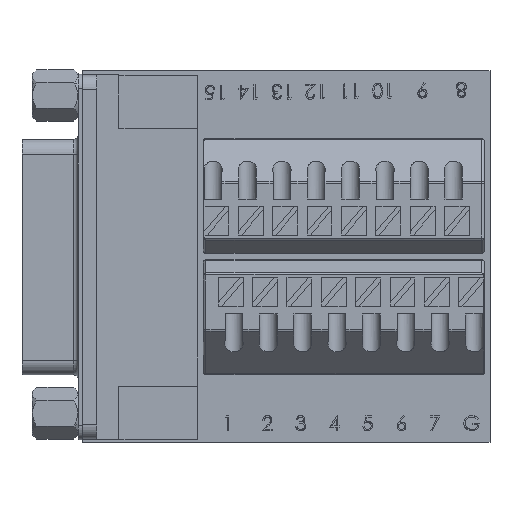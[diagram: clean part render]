
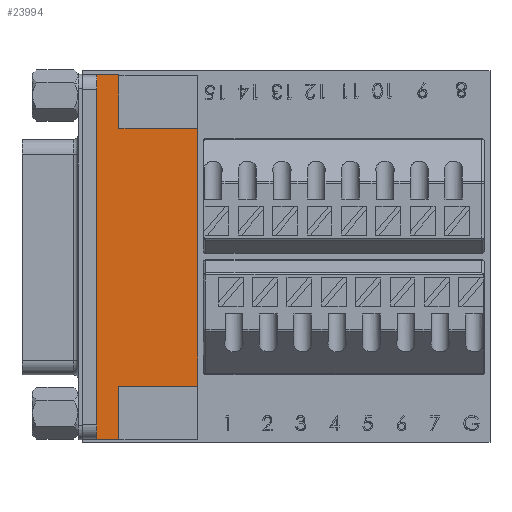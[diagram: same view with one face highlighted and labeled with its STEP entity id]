
A CAD part, top view. The second image highlights one B-rep face of the part: STEP entity #23994.
In plain terms, the highlighted face is planar.
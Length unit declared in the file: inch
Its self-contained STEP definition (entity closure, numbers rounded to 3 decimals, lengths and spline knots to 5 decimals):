
#769 = CARTESIAN_POINT ( 'NONE',  ( 0.40179, 0.14161, 0.533 ) ) ;
#770 = LINE ( 'NONE', #769, #881 ) ;
#805 = CARTESIAN_POINT ( 'NONE',  ( 0.40179, 0.14161, -0.533 ) ) ;
#856 = DIRECTION ( 'NONE',  ( -1., 0., 0. ) ) ;
#857 = VECTOR ( 'NONE', #856, 39.37008 ) ;
#858 = CARTESIAN_POINT ( 'NONE',  ( 0.40179, 0.14161, -0.533 ) ) ;
#860 = LINE ( 'NONE', #858, #857 ) ;
#880 = DIRECTION ( 'NONE',  ( 0., 0., 1. ) ) ;
#881 = VECTOR ( 'NONE', #880, 39.37008 ) ;
#1096 = DIRECTION ( 'NONE',  ( -1., 0., 0. ) ) ;
#1097 = VECTOR ( 'NONE', #1096, 39.37008 ) ;
#1098 = CARTESIAN_POINT ( 'NONE',  ( 0.40179, 0.14161, 0.533 ) ) ;
#1099 = LINE ( 'NONE', #1098, #1097 ) ;
#1110 = LINE ( 'NONE', #1147, #1146 ) ;
#1138 = CARTESIAN_POINT ( 'NONE',  ( 0.40179, 0.14161, 0.533 ) ) ;
#1145 = DIRECTION ( 'NONE',  ( -1., 0., 0. ) ) ;
#1146 = VECTOR ( 'NONE', #1145, 39.37008 ) ;
#1147 = CARTESIAN_POINT ( 'NONE',  ( -0.01579, 0.14161, 0.753 ) ) ;
#1199 = DIRECTION ( 'NONE',  ( 0., 0., -1. ) ) ;
#1200 = VECTOR ( 'NONE', #1199, 39.37008 ) ;
#1201 = CARTESIAN_POINT ( 'NONE',  ( -0.01579, 0.14161, 0.753 ) ) ;
#1203 = LINE ( 'NONE', #1201, #1200 ) ;
#23994 = ADVANCED_FACE ( 'NONE', ( #36588 ), #36585, .F. ) ;
#23997 = ORIENTED_EDGE ( 'NONE', *, *, #33298, .F. ) ;
#23999 = EDGE_CURVE ( 'NONE', #24092, #24038, #36587, .T. ) ;
#24000 = VERTEX_POINT ( 'NONE', #36493 ) ;
#24002 = ORIENTED_EDGE ( 'NONE', *, *, #24118, .T. ) ;
#24038 = VERTEX_POINT ( 'NONE', #36867 ) ;
#24051 = EDGE_LOOP ( 'NONE', ( #33352, #33359, #33309, #24002, #33300, #23997, #33308, #33301 ) ) ;
#24052 = VERTEX_POINT ( 'NONE', #37146 ) ;
#24063 = VERTEX_POINT ( 'NONE', #37181 ) ;
#24073 = VERTEX_POINT ( 'NONE', #37172 ) ;
#24092 = VERTEX_POINT ( 'NONE', #37230 ) ;
#24097 = EDGE_CURVE ( 'NONE', #24038, #24000, #37256, .T. ) ;
#24118 = EDGE_CURVE ( 'NONE', #24063, #24073, #37309, .T. ) ;
#33297 = VERTEX_POINT ( 'NONE', #805 ) ;
#33298 = EDGE_CURVE ( 'NONE', #33297, #33332, #770, .T. ) ;
#33300 = ORIENTED_EDGE ( 'NONE', *, *, #33320, .F. ) ;
#33301 = ORIENTED_EDGE ( 'NONE', *, *, #23999, .T. ) ;
#33303 = EDGE_CURVE ( 'NONE', #33297, #24092, #860, .T. ) ;
#33308 = ORIENTED_EDGE ( 'NONE', *, *, #33303, .T. ) ;
#33309 = ORIENTED_EDGE ( 'NONE', *, *, #33329, .F. ) ;
#33320 = EDGE_CURVE ( 'NONE', #33332, #24073, #1099, .T. ) ;
#33329 = EDGE_CURVE ( 'NONE', #24063, #24052, #1110, .T. ) ;
#33332 = VERTEX_POINT ( 'NONE', #1138 ) ;
#33352 = ORIENTED_EDGE ( 'NONE', *, *, #24097, .T. ) ;
#33354 = EDGE_CURVE ( 'NONE', #24052, #24000, #1203, .T. ) ;
#33359 = ORIENTED_EDGE ( 'NONE', *, *, #33354, .F. ) ;
#36493 = CARTESIAN_POINT ( 'NONE',  ( -0.01579, 0.14161, -0.753 ) ) ;
#36579 = DIRECTION ( 'NONE',  ( 0., 0., -1. ) ) ;
#36580 = DIRECTION ( 'NONE',  ( 0., -1., 0. ) ) ;
#36581 = AXIS2_PLACEMENT_3D ( 'NONE', #36584, #36580, #36579 ) ;
#36584 = CARTESIAN_POINT ( 'NONE',  ( -0.01579, 0.14161, 0.753 ) ) ;
#36585 = PLANE ( 'NONE',  #36581 ) ;
#36586 = CARTESIAN_POINT ( 'NONE',  ( 0.07579, 0.14161, 0.753 ) ) ;
#36587 = LINE ( 'NONE', #36586, #36625 ) ;
#36588 = FACE_OUTER_BOUND ( 'NONE', #24051, .T. ) ;
#36624 = DIRECTION ( 'NONE',  ( 0., 0., -1. ) ) ;
#36625 = VECTOR ( 'NONE', #36624, 39.37008 ) ;
#36867 = CARTESIAN_POINT ( 'NONE',  ( 0.07579, 0.14161, -0.753 ) ) ;
#37146 = CARTESIAN_POINT ( 'NONE',  ( -0.01579, 0.14161, 0.753 ) ) ;
#37172 = CARTESIAN_POINT ( 'NONE',  ( 0.07579, 0.14161, 0.533 ) ) ;
#37181 = CARTESIAN_POINT ( 'NONE',  ( 0.07579, 0.14161, 0.753 ) ) ;
#37230 = CARTESIAN_POINT ( 'NONE',  ( 0.07579, 0.14161, -0.533 ) ) ;
#37253 = DIRECTION ( 'NONE',  ( -1., 0., 0. ) ) ;
#37254 = VECTOR ( 'NONE', #37253, 39.37008 ) ;
#37255 = CARTESIAN_POINT ( 'NONE',  ( -0.01579, 0.14161, -0.753 ) ) ;
#37256 = LINE ( 'NONE', #37255, #37254 ) ;
#37309 = LINE ( 'NONE', #37428, #37427 ) ;
#37426 = DIRECTION ( 'NONE',  ( 0., 0., -1. ) ) ;
#37427 = VECTOR ( 'NONE', #37426, 39.37008 ) ;
#37428 = CARTESIAN_POINT ( 'NONE',  ( 0.07579, 0.14161, 0.753 ) ) ;
